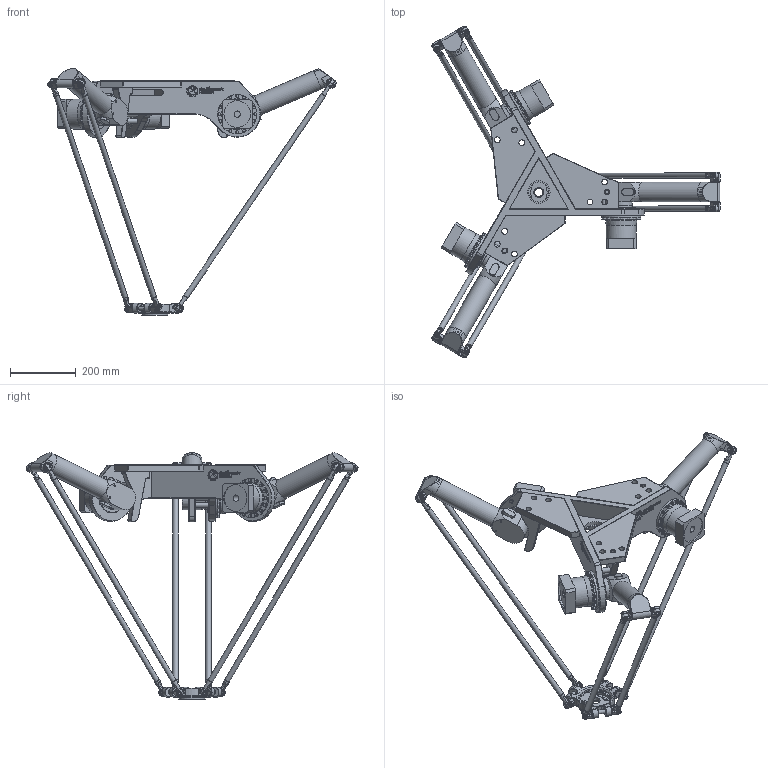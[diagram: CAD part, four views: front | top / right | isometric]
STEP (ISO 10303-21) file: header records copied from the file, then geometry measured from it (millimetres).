
FILE_DESCRIPTION(/* description */ (''),/* implementation_level */ '2;1');
FILE_NAME(/* name */ '3D-model_A_00033-01.stp',/* time_stamp */ '2022-02-22T11:34:44+01:00',/* author */ ('michael.schutter'),/* organization */ ('Majatronic'),/* preprocessor_version */ 'ST-DEVELOPER v16.5',/* originating_system */ 'Autodesk Inventor 2017',/* authorisation */ '');
FILE_SCHEMA (('AUTOMOTIVE_DESIGN { 1 0 10303 214 3 1 1 }'));
Products named in the file (8): A_00033-01_DUMMY; MT_BGR00105084; MT_WST00111270; MT_WST00046397MT_WST; MT_WST00054194MT_WST; MT_WST00101401; MT_WST00065067MT_WST; MT_WST00065020MT_WST
Assembly tree (21 placements, depth 3):
  A_00033-01_DUMMY
    MT_BGR00105084
      MT_WST00111270
      MT_WST00046397MT_WST  x3
    MT_WST00054194MT_WST  x3
    MT_WST00101401  x6
    MT_WST00065067MT_WST  x6
    MT_WST00065020MT_WST
Bounding box: 874.56 x 1006.51 x 747.84 mm (x, y, z)
Volume: 11517398.4 mm3; surface area: 1390559.7 mm2
Topology: 20 solids, 20 shells, 2794 faces, 6589 edges, 4138 vertices
Faces by surface type: plane 1551, cylinder 786, cone 297, bspline 141, torus 19
Full cylindrical faces by diameter (mm): 4.917 x13, 6 x37, 8 x37, 8.5 x48, 10 x3, 12 x28, 15.98 x12, 16 x42, 17.5 x9, 18 x24, 19 x3, 25 x1, 30 x1, 31.5 x3, 40 x1, 60 x3, 61 x1, 63 x6, 67 x3, 68 x1, 68.87 x3, 80 x1, 81 x3, 90 x4, 91 x3, 91.5 x3, 95 x6, 96 x2, 115 x1, 118 x3
Entity records: 55212 total; most frequent: CARTESIAN_POINT 16910, DIRECTION 7766, ORIENTED_EDGE 7602, EDGE_CURVE 3801, AXIS2_PLACEMENT_3D 2685, VERTEX_POINT 2491, LINE 2396, VECTOR 2396
